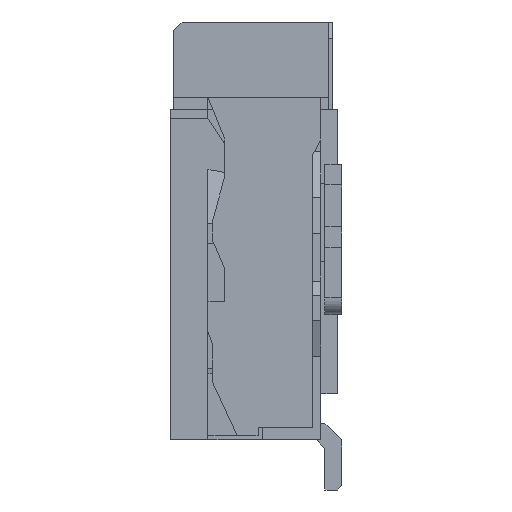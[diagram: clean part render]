
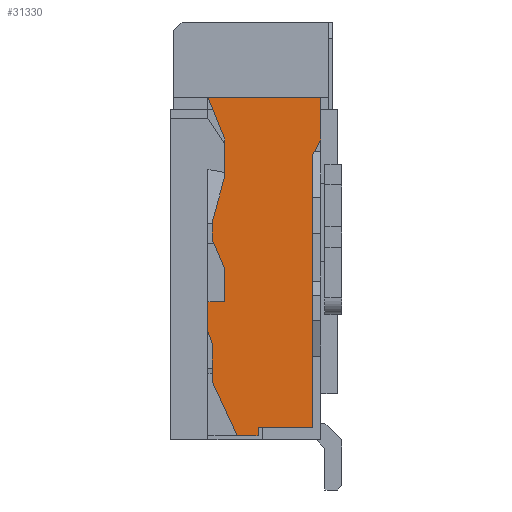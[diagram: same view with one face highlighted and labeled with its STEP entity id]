
A CAD part, left-side view. The second image highlights one B-rep face of the part: STEP entity #31330.
In plain terms, the highlighted planar face has unit normal (-1, 0, 0).
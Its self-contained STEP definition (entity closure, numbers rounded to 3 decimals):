
#10943=CARTESIAN_POINT('',(-11.1,1.55,4.1));
#10944=VERTEX_POINT('',#10943);
#10951=CARTESIAN_POINT('',(-11.1,0.2,4.1));
#10952=VERTEX_POINT('',#10951);
#10953=CARTESIAN_POINT('',(-11.1,1.55,4.1));
#10954=DIRECTION('',(0.,-1.,0.));
#10955=VECTOR('',#10954,1.35);
#10956=LINE('',#10953,#10955);
#10957=EDGE_CURVE('',#10944,#10952,#10956,.T.);
#11813=CARTESIAN_POINT('',(-11.1,1.2,0.05));
#11814=VERTEX_POINT('',#11813);
#11815=CARTESIAN_POINT('',(-11.1,0.95,0.05));
#11816=VERTEX_POINT('',#11815);
#11817=CARTESIAN_POINT('',(-11.1,1.2,0.05));
#11818=DIRECTION('',(0.,-1.,0.));
#11819=VECTOR('',#11818,0.25);
#11820=LINE('',#11817,#11819);
#11821=EDGE_CURVE('',#11814,#11816,#11820,.T.);
#12179=CARTESIAN_POINT('',(-11.1,0.95,0.15));
#12180=VERTEX_POINT('',#12179);
#12187=CARTESIAN_POINT('',(-11.1,0.95,0.05));
#12188=DIRECTION('',(0.,0.,1.));
#12189=VECTOR('',#12188,0.1);
#12190=LINE('',#12187,#12189);
#12191=EDGE_CURVE('',#11816,#12180,#12190,.T.);
#12293=CARTESIAN_POINT('',(-11.1,0.3,3.4));
#12294=VERTEX_POINT('',#12293);
#12301=CARTESIAN_POINT('',(-11.1,0.3,0.15));
#12302=VERTEX_POINT('',#12301);
#12303=CARTESIAN_POINT('',(-11.1,0.3,0.15));
#12304=DIRECTION('',(0.,0.,1.));
#12305=VECTOR('',#12304,3.25);
#12306=LINE('',#12303,#12305);
#12307=EDGE_CURVE('',#12302,#12294,#12306,.T.);
#31145=CARTESIAN_POINT('',(-11.1,1.55,1.65));
#31146=VERTEX_POINT('',#31145);
#31163=CARTESIAN_POINT('',(-11.1,1.55,1.3));
#31164=VERTEX_POINT('',#31163);
#31171=CARTESIAN_POINT('',(-11.1,1.55,1.65));
#31172=DIRECTION('',(0.,0.,-1.));
#31173=VECTOR('',#31172,0.35);
#31174=LINE('',#31171,#31173);
#31175=EDGE_CURVE('',#31146,#31164,#31174,.T.);
#31206=CARTESIAN_POINT('',(-11.1,1.55,5.));
#31207=DIRECTION('',(-1.,0.,0.));
#31208=DIRECTION('',(0.,-1.,0.));
#31209=AXIS2_PLACEMENT_3D('',#31206,#31207,#31208);
#31210=PLANE('',#31209);
#31211=CARTESIAN_POINT('',(-11.1,1.35,3.2));
#31212=VERTEX_POINT('',#31211);
#31213=CARTESIAN_POINT('',(-11.1,1.35,3.15));
#31214=VERTEX_POINT('',#31213);
#31215=CARTESIAN_POINT('',(-11.1,1.35,3.2));
#31216=DIRECTION('',(0.,0.,-1.));
#31217=VECTOR('',#31216,0.05);
#31218=LINE('',#31215,#31217);
#31219=EDGE_CURVE('',#31212,#31214,#31218,.T.);
#31220=ORIENTED_EDGE('',*,*,#31219,.T.);
#31221=CARTESIAN_POINT('',(-11.1,1.5,2.6));
#31222=VERTEX_POINT('',#31221);
#31223=CARTESIAN_POINT('',(-11.1,1.35,3.15));
#31224=DIRECTION('',(0.,0.263,-0.965));
#31225=VECTOR('',#31224,0.57);
#31226=LINE('',#31223,#31225);
#31227=EDGE_CURVE('',#31214,#31222,#31226,.T.);
#31228=ORIENTED_EDGE('',*,*,#31227,.T.);
#31229=CARTESIAN_POINT('',(-11.1,1.5,2.4));
#31230=VERTEX_POINT('',#31229);
#31231=CARTESIAN_POINT('',(-11.1,1.5,2.6));
#31232=DIRECTION('',(0.,0.,-1.));
#31233=VECTOR('',#31232,0.2);
#31234=LINE('',#31231,#31233);
#31235=EDGE_CURVE('',#31222,#31230,#31234,.T.);
#31236=ORIENTED_EDGE('',*,*,#31235,.T.);
#31237=CARTESIAN_POINT('',(-11.1,1.35,2.05));
#31238=VERTEX_POINT('',#31237);
#31239=CARTESIAN_POINT('',(-11.1,1.5,2.4));
#31240=DIRECTION('',(0.,-0.394,-0.919));
#31241=VECTOR('',#31240,0.381);
#31242=LINE('',#31239,#31241);
#31243=EDGE_CURVE('',#31230,#31238,#31242,.T.);
#31244=ORIENTED_EDGE('',*,*,#31243,.T.);
#31245=CARTESIAN_POINT('',(-11.1,1.35,1.65));
#31246=VERTEX_POINT('',#31245);
#31247=CARTESIAN_POINT('',(-11.1,1.35,2.05));
#31248=DIRECTION('',(0.,0.,-1.));
#31249=VECTOR('',#31248,0.4);
#31250=LINE('',#31247,#31249);
#31251=EDGE_CURVE('',#31238,#31246,#31250,.T.);
#31252=ORIENTED_EDGE('',*,*,#31251,.T.);
#31253=CARTESIAN_POINT('',(-11.1,1.55,1.65));
#31254=DIRECTION('',(0.,-1.,0.));
#31255=VECTOR('',#31254,0.2);
#31256=LINE('',#31253,#31255);
#31257=EDGE_CURVE('',#31146,#31246,#31256,.T.);
#31258=ORIENTED_EDGE('',*,*,#31257,.F.);
#31259=ORIENTED_EDGE('',*,*,#31175,.T.);
#31260=CARTESIAN_POINT('',(-11.1,1.5,1.15));
#31261=VERTEX_POINT('',#31260);
#31262=CARTESIAN_POINT('',(-11.1,1.55,1.3));
#31263=DIRECTION('',(0.,-0.316,-0.949));
#31264=VECTOR('',#31263,0.158);
#31265=LINE('',#31262,#31264);
#31266=EDGE_CURVE('',#31164,#31261,#31265,.T.);
#31267=ORIENTED_EDGE('',*,*,#31266,.T.);
#31268=CARTESIAN_POINT('',(-11.1,1.5,0.7));
#31269=VERTEX_POINT('',#31268);
#31270=CARTESIAN_POINT('',(-11.1,1.5,1.15));
#31271=DIRECTION('',(0.,0.,-1.));
#31272=VECTOR('',#31271,0.45);
#31273=LINE('',#31270,#31272);
#31274=EDGE_CURVE('',#31261,#31269,#31273,.T.);
#31275=ORIENTED_EDGE('',*,*,#31274,.T.);
#31276=CARTESIAN_POINT('',(-11.1,1.5,0.7));
#31277=DIRECTION('',(0.,-0.419,-0.908));
#31278=VECTOR('',#31277,0.716);
#31279=LINE('',#31276,#31278);
#31280=EDGE_CURVE('',#31269,#11814,#31279,.T.);
#31281=ORIENTED_EDGE('',*,*,#31280,.T.);
#31282=ORIENTED_EDGE('',*,*,#11821,.T.);
#31283=ORIENTED_EDGE('',*,*,#12191,.T.);
#31284=CARTESIAN_POINT('',(-11.1,0.95,0.15));
#31285=DIRECTION('',(0.,-1.,0.));
#31286=VECTOR('',#31285,0.65);
#31287=LINE('',#31284,#31286);
#31288=EDGE_CURVE('',#12180,#12302,#31287,.T.);
#31289=ORIENTED_EDGE('',*,*,#31288,.T.);
#31290=ORIENTED_EDGE('',*,*,#12307,.T.);
#31291=CARTESIAN_POINT('',(-11.1,0.2,3.6));
#31292=VERTEX_POINT('',#31291);
#31293=CARTESIAN_POINT('',(-11.1,0.3,3.4));
#31294=DIRECTION('',(0.,-0.447,0.894));
#31295=VECTOR('',#31294,0.224);
#31296=LINE('',#31293,#31295);
#31297=EDGE_CURVE('',#12294,#31292,#31296,.T.);
#31298=ORIENTED_EDGE('',*,*,#31297,.T.);
#31299=CARTESIAN_POINT('',(-11.1,0.2,3.6));
#31300=DIRECTION('',(0.,0.,1.));
#31301=VECTOR('',#31300,0.5);
#31302=LINE('',#31299,#31301);
#31303=EDGE_CURVE('',#31292,#10952,#31302,.T.);
#31304=ORIENTED_EDGE('',*,*,#31303,.T.);
#31305=ORIENTED_EDGE('',*,*,#10957,.F.);
#31306=CARTESIAN_POINT('',(-11.1,1.35,3.6));
#31307=VERTEX_POINT('',#31306);
#31308=CARTESIAN_POINT('',(-11.1,1.55,4.1));
#31309=DIRECTION('',(0.,-0.371,-0.928));
#31310=VECTOR('',#31309,0.539);
#31311=LINE('',#31308,#31310);
#31312=EDGE_CURVE('',#10944,#31307,#31311,.T.);
#31313=ORIENTED_EDGE('',*,*,#31312,.T.);
#31314=CARTESIAN_POINT('',(-11.1,1.35,3.55));
#31315=VERTEX_POINT('',#31314);
#31316=CARTESIAN_POINT('',(-11.1,1.35,3.6));
#31317=DIRECTION('',(0.,0.,-1.));
#31318=VECTOR('',#31317,0.05);
#31319=LINE('',#31316,#31318);
#31320=EDGE_CURVE('',#31307,#31315,#31319,.T.);
#31321=ORIENTED_EDGE('',*,*,#31320,.T.);
#31322=CARTESIAN_POINT('',(-11.1,1.35,3.55));
#31323=DIRECTION('',(0.,0.,-1.));
#31324=VECTOR('',#31323,0.35);
#31325=LINE('',#31322,#31324);
#31326=EDGE_CURVE('',#31315,#31212,#31325,.T.);
#31327=ORIENTED_EDGE('',*,*,#31326,.T.);
#31328=EDGE_LOOP('',(#31220,#31228,#31236,#31244,#31252,#31258,#31259,#31267,#31275,#31281,#31282,#31283,#31289,#31290,#31298,#31304,#31305,#31313,#31321,#31327));
#31329=FACE_BOUND('',#31328,.T.);
#31330=ADVANCED_FACE('',(#31329),#31210,.T.);
